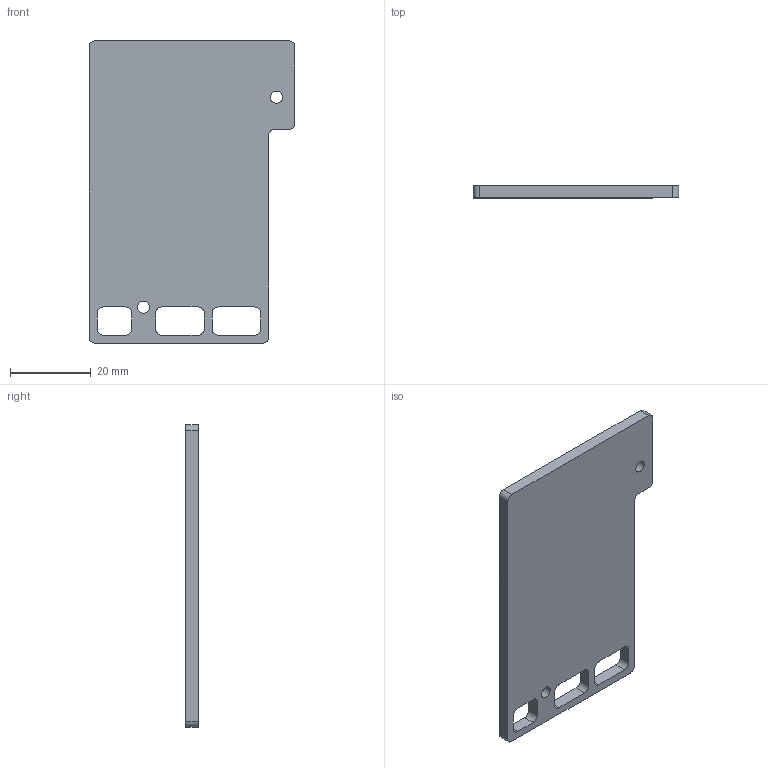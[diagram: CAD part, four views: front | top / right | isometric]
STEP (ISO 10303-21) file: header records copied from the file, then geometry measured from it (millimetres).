
FILE_DESCRIPTION(/* description */ (''),/* implementation_level */ '2;1');
FILE_NAME(/* name */ 'Arduino_UNO_Separator_v1.2.stp',/* time_stamp */ '2023-03-07T12:45:09+01:00',/* author */ ('Oudenas'),/* organization */ (''),/* preprocessor_version */ 'ST-DEVELOPER v17',/* originating_system */ 'Autodesk Inventor 2019',/* authorisation */ '');
FILE_SCHEMA (('AUTOMOTIVE_DESIGN { 1 0 10303 214 3 1 1 }'));
Length unit declared in the file: millimetre
Products named in the file (1): Arduino_UNO_Separator_v1.2
Bounding box: 51 x 3 x 75 mm (x, y, z)
Volume: 9686.7 mm3; surface area: 7668.2 mm2
Topology: 1 solids, 1 shells, 175 faces, 483 edges, 322 vertices
Faces by surface type: bspline 85, plane 62, cylinder 28
Full cylindrical faces by diameter (mm): 3 x2
Entity records: 6780 total; most frequent: CARTESIAN_POINT 2828, ORIENTED_EDGE 966, DIRECTION 529, EDGE_CURVE 483, VERTEX_POINT 322, LINE 235, VECTOR 235, EDGE_LOOP 197
